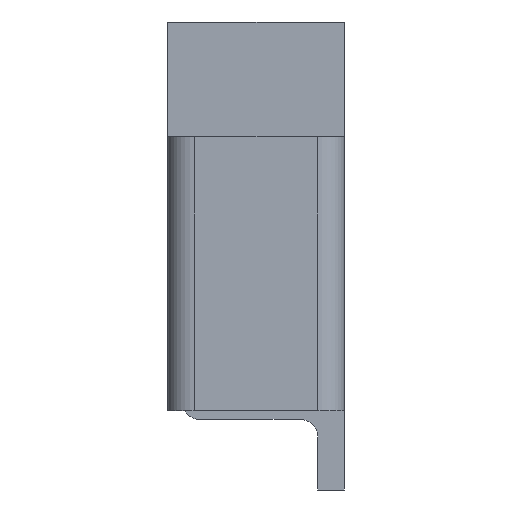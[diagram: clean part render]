
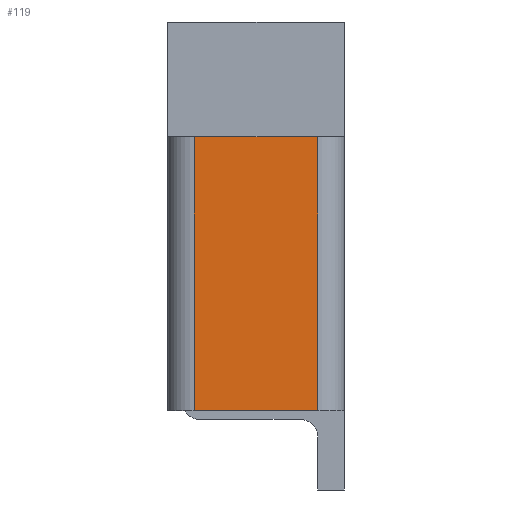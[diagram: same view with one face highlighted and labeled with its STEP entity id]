
A CAD part, left-side view. The second image highlights one B-rep face of the part: STEP entity #119.
In plain terms, the highlighted planar face has unit normal (-1, 0, 0).
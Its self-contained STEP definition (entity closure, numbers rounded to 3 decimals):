
#119=ADVANCED_FACE('',(#1266),#1267,.T.);
#1266=FACE_OUTER_BOUND('',#3398,.T.);
#1267=PLANE('',#3399);
#3398=EDGE_LOOP('',(#6598,#6599,#6600,#6601));
#3399=AXIS2_PLACEMENT_3D('',#6602,#6603,#6604);
#6598=ORIENTED_EDGE('',*,*,#15335,.F.);
#6599=ORIENTED_EDGE('',*,*,#15336,.F.);
#6600=ORIENTED_EDGE('',*,*,#15334,.T.);
#6601=ORIENTED_EDGE('',*,*,#15337,.F.);
#6602=CARTESIAN_POINT('',(-10.3,-1.0,-4.4));
#6603=DIRECTION('',(-1.0,0.0,0.0));
#6604=DIRECTION('',(0.0,0.0,1.0));
#15334=EDGE_CURVE('',#19057,#19059,#19061,.T.);
#15335=EDGE_CURVE('',#19062,#19063,#19064,.T.);
#15336=EDGE_CURVE('',#19057,#19062,#19065,.T.);
#15337=EDGE_CURVE('',#19063,#19059,#19066,.T.);
#19057=VERTEX_POINT('',#24810);
#19059=VERTEX_POINT('',#24812);
#19061=LINE('',#24814,#24815);
#19062=VERTEX_POINT('',#24816);
#19063=VERTEX_POINT('',#24817);
#19064=LINE('',#24818,#24819);
#19065=LINE('',#24820,#24821);
#19066=LINE('',#24822,#24823);
#24810=CARTESIAN_POINT('',(-10.3,-0.7,-1.3));
#24812=CARTESIAN_POINT('',(-10.3,0.7,-1.3));
#24814=CARTESIAN_POINT('',(-10.3,-0.7,-1.3));
#24815=VECTOR('',#30840,1.4);
#24816=CARTESIAN_POINT('',(-10.3,-0.7,-4.4));
#24817=CARTESIAN_POINT('',(-10.3,0.7,-4.4));
#24818=CARTESIAN_POINT('',(-10.3,-0.7,-4.4));
#24819=VECTOR('',#30841,1.4);
#24820=CARTESIAN_POINT('',(-10.3,-0.7,-1.3));
#24821=VECTOR('',#30842,3.1);
#24822=CARTESIAN_POINT('',(-10.3,0.7,-4.4));
#24823=VECTOR('',#30843,3.1);
#30840=DIRECTION('',(0.0,1.0,0.0));
#30841=DIRECTION('',(0.0,1.0,0.0));
#30842=DIRECTION('',(0.0,0.0,-1.0));
#30843=DIRECTION('',(0.0,0.0,1.0));
